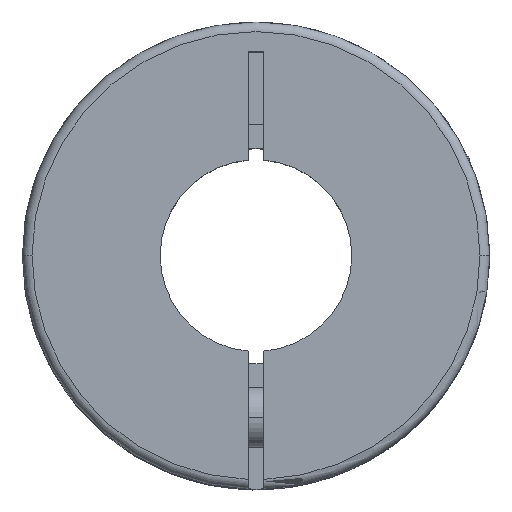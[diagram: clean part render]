
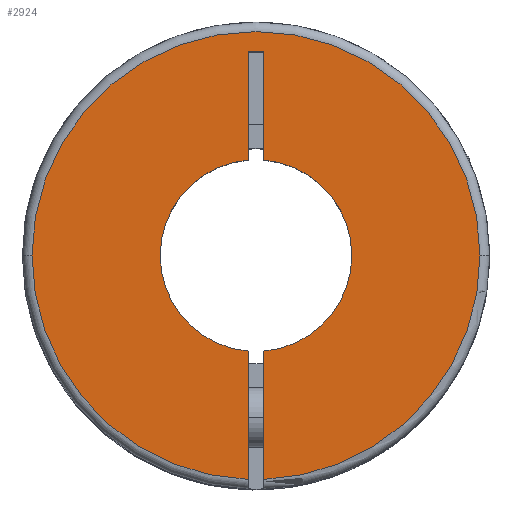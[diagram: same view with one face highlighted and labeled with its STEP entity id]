
A CAD part, top view. The second image highlights one B-rep face of the part: STEP entity #2924.
In plain terms, the highlighted planar face has unit normal (0, 0, 1).
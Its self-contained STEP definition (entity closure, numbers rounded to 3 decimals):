
#40 = ORIENTED_EDGE ( 'NONE', *, *, #1018, .F. ) ;
#133 = DIRECTION ( 'NONE',  ( -1., 0., 0. ) ) ;
#167 = CARTESIAN_POINT ( 'NONE',  ( 0.65, -19.5, 0. ) ) ;
#168 = VERTEX_POINT ( 'NONE', #491 ) ;
#239 = EDGE_CURVE ( 'NONE', #3442, #645, #3204, .T. ) ;
#273 = DIRECTION ( 'NONE',  ( 0., -1., 0. ) ) ;
#289 = CARTESIAN_POINT ( 'NONE',  ( -0.65, -18.689, 0. ) ) ;
#434 = CARTESIAN_POINT ( 'NONE',  ( 0., 0., 0. ) ) ;
#438 = CARTESIAN_POINT ( 'NONE',  ( -0.65, -7.974, 0. ) ) ;
#460 = VECTOR ( 'NONE', #3682, 1000. ) ;
#481 = CARTESIAN_POINT ( 'NONE',  ( 0.65, 17., 0. ) ) ;
#491 = CARTESIAN_POINT ( 'NONE',  ( -0.65, 7.974, 0. ) ) ;
#518 = EDGE_CURVE ( 'NONE', #1869, #2518, #680, .T. ) ;
#541 = AXIS2_PLACEMENT_3D ( 'NONE', #578, #3927, #1210 ) ;
#555 = CARTESIAN_POINT ( 'NONE',  ( 0., 0., 0. ) ) ;
#578 = CARTESIAN_POINT ( 'NONE',  ( 0., 0., 0. ) ) ;
#610 = ORIENTED_EDGE ( 'NONE', *, *, #1822, .F. ) ;
#641 = EDGE_CURVE ( 'NONE', #3254, #1869, #2890, .T. ) ;
#645 = VERTEX_POINT ( 'NONE', #1480 ) ;
#666 = DIRECTION ( 'NONE',  ( -1., 0., 0. ) ) ;
#680 = CIRCLE ( 'NONE', #1660, 18.7 ) ;
#735 = LINE ( 'NONE', #1713, #2680 ) ;
#751 = ORIENTED_EDGE ( 'NONE', *, *, #641, .F. ) ;
#815 = ORIENTED_EDGE ( 'NONE', *, *, #3098, .F. ) ;
#827 = CARTESIAN_POINT ( 'NONE',  ( 0., 0., 0. ) ) ;
#836 = EDGE_CURVE ( 'NONE', #645, #168, #2626, .T. ) ;
#844 = ORIENTED_EDGE ( 'NONE', *, *, #2586, .F. ) ;
#858 = ORIENTED_EDGE ( 'NONE', *, *, #2637, .T. ) ;
#902 = CARTESIAN_POINT ( 'NONE',  ( 0., 0., 0. ) ) ;
#1018 = EDGE_CURVE ( 'NONE', #2518, #3481, #3240, .T. ) ;
#1101 = VERTEX_POINT ( 'NONE', #481 ) ;
#1181 = AXIS2_PLACEMENT_3D ( 'NONE', #555, #1792, #1808 ) ;
#1210 = DIRECTION ( 'NONE',  ( -1., 0., 0. ) ) ;
#1221 = DIRECTION ( 'NONE',  ( 0., -1., 0. ) ) ;
#1250 = AXIS2_PLACEMENT_3D ( 'NONE', #902, #2700, #273 ) ;
#1319 = AXIS2_PLACEMENT_3D ( 'NONE', #434, #1754, #1682 ) ;
#1461 = CARTESIAN_POINT ( 'NONE',  ( -0.65, 17., 0. ) ) ;
#1462 = AXIS2_PLACEMENT_3D ( 'NONE', #827, #3347, #3974 ) ;
#1480 = CARTESIAN_POINT ( 'NONE',  ( -8., 0., 0. ) ) ;
#1531 = VERTEX_POINT ( 'NONE', #1461 ) ;
#1543 = VERTEX_POINT ( 'NONE', #3336 ) ;
#1601 = EDGE_LOOP ( 'NONE', ( #2493, #2390, #1643, #3592, #844, #815, #610, #858, #40, #2121, #751 ) ) ;
#1643 = ORIENTED_EDGE ( 'NONE', *, *, #239, .T. ) ;
#1660 = AXIS2_PLACEMENT_3D ( 'NONE', #3283, #2911, #133 ) ;
#1682 = DIRECTION ( 'NONE',  ( -1., 0., 0. ) ) ;
#1713 = CARTESIAN_POINT ( 'NONE',  ( 0.65, 17., 0. ) ) ;
#1754 = DIRECTION ( 'NONE',  ( 0., 0., -1. ) ) ;
#1792 = DIRECTION ( 'NONE',  ( 0., 0., -1. ) ) ;
#1808 = DIRECTION ( 'NONE',  ( -1., 0., 0. ) ) ;
#1822 = EDGE_CURVE ( 'NONE', #1543, #1101, #2060, .T. ) ;
#1869 = VERTEX_POINT ( 'NONE', #2044 ) ;
#1913 = VECTOR ( 'NONE', #3810, 1000. ) ;
#1969 = CIRCLE ( 'NONE', #1181, 8. ) ;
#1970 = CARTESIAN_POINT ( 'NONE',  ( 0.65, -7.974, 0. ) ) ;
#2043 = CARTESIAN_POINT ( 'NONE',  ( -0.65, 17., 0. ) ) ;
#2044 = CARTESIAN_POINT ( 'NONE',  ( 18.7, 0., 0. ) ) ;
#2060 = LINE ( 'NONE', #4007, #460 ) ;
#2121 = ORIENTED_EDGE ( 'NONE', *, *, #518, .F. ) ;
#2310 = EDGE_CURVE ( 'NONE', #3345, #3254, #2801, .T. ) ;
#2390 = ORIENTED_EDGE ( 'NONE', *, *, #3846, .F. ) ;
#2493 = ORIENTED_EDGE ( 'NONE', *, *, #2310, .F. ) ;
#2518 = VERTEX_POINT ( 'NONE', #3634 ) ;
#2586 = EDGE_CURVE ( 'NONE', #1531, #168, #3310, .T. ) ;
#2626 = CIRCLE ( 'NONE', #3074, 8. ) ;
#2637 = EDGE_CURVE ( 'NONE', #1543, #3481, #1969, .T. ) ;
#2680 = VECTOR ( 'NONE', #2892, 1000. ) ;
#2700 = DIRECTION ( 'NONE',  ( 0., 0., -1. ) ) ;
#2719 = LINE ( 'NONE', #2043, #3691 ) ;
#2765 = CARTESIAN_POINT ( 'NONE',  ( -0.65, 17., 0. ) ) ;
#2801 = CIRCLE ( 'NONE', #1319, 18.7 ) ;
#2890 = CIRCLE ( 'NONE', #541, 18.7 ) ;
#2892 = DIRECTION ( 'NONE',  ( -1., 0., 0. ) ) ;
#2911 = DIRECTION ( 'NONE',  ( 0., 0., -1. ) ) ;
#2924 = ADVANCED_FACE ( 'NONE', ( #3385 ), #3684, .F. ) ;
#3014 = DIRECTION ( 'NONE',  ( 0., -1., 0. ) ) ;
#3060 = CARTESIAN_POINT ( 'NONE',  ( -18.7, 0., 0. ) ) ;
#3074 = AXIS2_PLACEMENT_3D ( 'NONE', #3704, #3767, #666 ) ;
#3098 = EDGE_CURVE ( 'NONE', #1101, #1531, #735, .T. ) ;
#3204 = CIRCLE ( 'NONE', #1462, 8. ) ;
#3240 = LINE ( 'NONE', #167, #1913 ) ;
#3254 = VERTEX_POINT ( 'NONE', #3060 ) ;
#3283 = CARTESIAN_POINT ( 'NONE',  ( 0., 0., 0. ) ) ;
#3310 = LINE ( 'NONE', #2765, #3707 ) ;
#3336 = CARTESIAN_POINT ( 'NONE',  ( 0.65, 7.974, 0. ) ) ;
#3345 = VERTEX_POINT ( 'NONE', #289 ) ;
#3347 = DIRECTION ( 'NONE',  ( 0., 0., -1. ) ) ;
#3385 = FACE_OUTER_BOUND ( 'NONE', #1601, .T. ) ;
#3442 = VERTEX_POINT ( 'NONE', #438 ) ;
#3481 = VERTEX_POINT ( 'NONE', #1970 ) ;
#3592 = ORIENTED_EDGE ( 'NONE', *, *, #836, .T. ) ;
#3634 = CARTESIAN_POINT ( 'NONE',  ( 0.65, -18.689, 0. ) ) ;
#3682 = DIRECTION ( 'NONE',  ( 0., 1., 0. ) ) ;
#3684 = PLANE ( 'NONE',  #1250 ) ;
#3691 = VECTOR ( 'NONE', #3014, 1000. ) ;
#3704 = CARTESIAN_POINT ( 'NONE',  ( 0., 0., 0. ) ) ;
#3707 = VECTOR ( 'NONE', #1221, 1000. ) ;
#3767 = DIRECTION ( 'NONE',  ( 0., 0., -1. ) ) ;
#3810 = DIRECTION ( 'NONE',  ( 0., 1., 0. ) ) ;
#3846 = EDGE_CURVE ( 'NONE', #3442, #3345, #2719, .T. ) ;
#3927 = DIRECTION ( 'NONE',  ( 0., 0., -1. ) ) ;
#3974 = DIRECTION ( 'NONE',  ( -1., 0., 0. ) ) ;
#4007 = CARTESIAN_POINT ( 'NONE',  ( 0.65, -19.5, 0. ) ) ;
